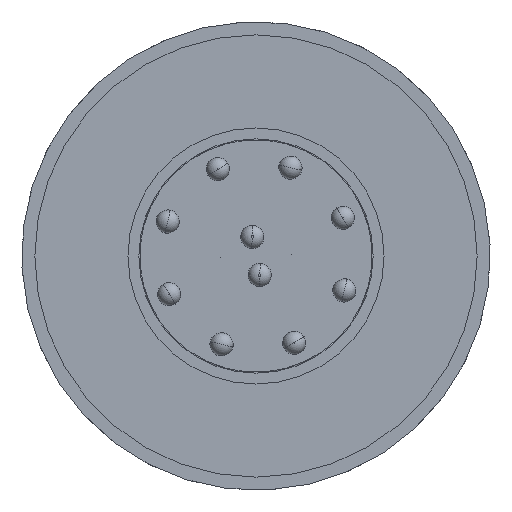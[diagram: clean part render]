
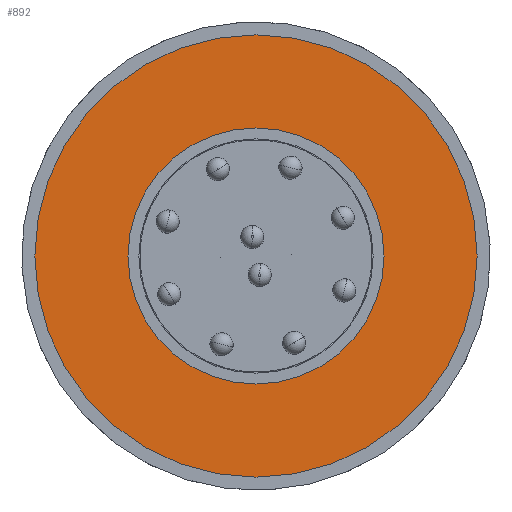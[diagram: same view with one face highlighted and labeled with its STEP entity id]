
A CAD part, left-side view. The second image highlights one B-rep face of the part: STEP entity #892.
In plain terms, the highlighted planar face has unit normal (-1, 0, 0).
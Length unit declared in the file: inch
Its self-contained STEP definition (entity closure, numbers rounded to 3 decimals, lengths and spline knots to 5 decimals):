
#892 = ADVANCED_FACE ( 'NONE', ( #4600, #4605 ), #11623, .F. ) ;
#1942 = EDGE_LOOP ( 'NONE', ( #12621, #12727 ) ) ;
#2050 = EDGE_LOOP ( 'NONE', ( #12556, #12769 ) ) ;
#2696 = VERTEX_POINT ( 'NONE', #6522 ) ;
#2698 = VERTEX_POINT ( 'NONE', #6523 ) ;
#4600 = FACE_BOUND ( 'NONE', #1942, .T. ) ;
#4605 = FACE_OUTER_BOUND ( 'NONE', #2050, .T. ) ;
#5887 = CIRCLE ( 'NONE', #10762, 0.3415 ) ;
#5931 = CIRCLE ( 'NONE', #7041, 0.59 ) ;
#6522 = CARTESIAN_POINT ( 'NONE',  ( -0.43966, -0.18507, -0.60022 ) ) ;
#6523 = CARTESIAN_POINT ( 'NONE',  ( -0.43966, -0.18507, 0.08278 ) ) ;
#6857 = CARTESIAN_POINT ( 'NONE',  ( -0.43966, -0.18507, -0.25872 ) ) ;
#6858 = DIRECTION ( 'NONE',  ( -1., 0., 0. ) ) ;
#6859 = DIRECTION ( 'NONE',  ( 0., 0., 1. ) ) ;
#6977 = CARTESIAN_POINT ( 'NONE',  ( -0.43966, -0.18507, -0.25872 ) ) ;
#6978 = DIRECTION ( 'NONE',  ( -1., 0., 0. ) ) ;
#6979 = DIRECTION ( 'NONE',  ( 0., 0., 1. ) ) ;
#7041 = AXIS2_PLACEMENT_3D ( 'NONE', #6977, #6978, #6979 ) ;
#7805 = CARTESIAN_POINT ( 'NONE',  ( -0.43966, -0.18507, -0.84872 ) ) ;
#7883 = CARTESIAN_POINT ( 'NONE',  ( -0.43966, -0.18507, 0.33128 ) ) ;
#8820 = EDGE_CURVE ( 'NONE', #2696, #2698, #5887, .T. ) ;
#9019 = AXIS2_PLACEMENT_3D ( 'NONE', #10622, #10623, #10625 ) ;
#9020 = AXIS2_PLACEMENT_3D ( 'NONE', #10628, #10630, #10632 ) ;
#10121 = EDGE_CURVE ( 'NONE', #12201, #12123, #5931, .T. ) ;
#10622 = CARTESIAN_POINT ( 'NONE',  ( -0.43966, -0.18507, -0.25872 ) ) ;
#10623 = DIRECTION ( 'NONE',  ( -1., 0., 0. ) ) ;
#10625 = DIRECTION ( 'NONE',  ( 0., 0., 1. ) ) ;
#10628 = CARTESIAN_POINT ( 'NONE',  ( -0.43966, -0.18507, -0.25872 ) ) ;
#10630 = DIRECTION ( 'NONE',  ( -1., 0., 0. ) ) ;
#10632 = DIRECTION ( 'NONE',  ( 0., 0., 1. ) ) ;
#10762 = AXIS2_PLACEMENT_3D ( 'NONE', #6857, #6858, #6859 ) ;
#11622 = CARTESIAN_POINT ( 'NONE',  ( -0.43966, 0.40493, -0.25872 ) ) ;
#11623 = PLANE ( 'NONE',  #15039 ) ;
#11628 = DIRECTION ( 'NONE',  ( 1., 0., 0. ) ) ;
#11629 = DIRECTION ( 'NONE',  ( 0., 0., -1. ) ) ;
#12123 = VERTEX_POINT ( 'NONE', #7805 ) ;
#12201 = VERTEX_POINT ( 'NONE', #7883 ) ;
#12556 = ORIENTED_EDGE ( 'NONE', *, *, #10121, .T. ) ;
#12621 = ORIENTED_EDGE ( 'NONE', *, *, #14093, .F. ) ;
#12727 = ORIENTED_EDGE ( 'NONE', *, *, #8820, .F. ) ;
#12769 = ORIENTED_EDGE ( 'NONE', *, *, #14094, .T. ) ;
#14093 = EDGE_CURVE ( 'NONE', #2698, #2696, #14704, .T. ) ;
#14094 = EDGE_CURVE ( 'NONE', #12123, #12201, #14705, .T. ) ;
#14704 = CIRCLE ( 'NONE', #9019, 0.3415 ) ;
#14705 = CIRCLE ( 'NONE', #9020, 0.59 ) ;
#15039 = AXIS2_PLACEMENT_3D ( 'NONE', #11622, #11628, #11629 ) ;
